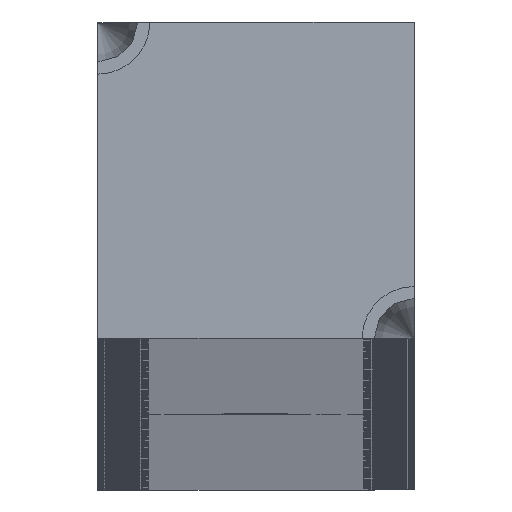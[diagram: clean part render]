
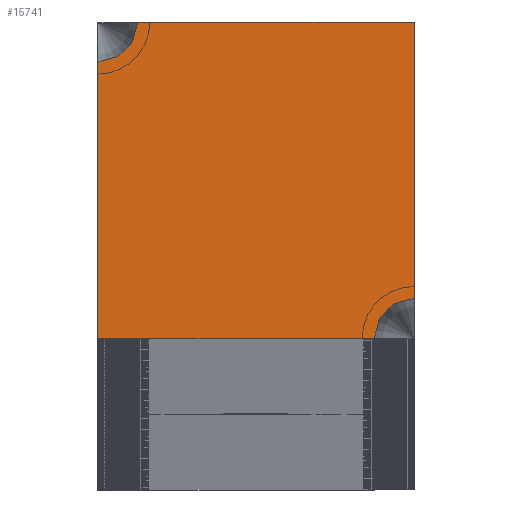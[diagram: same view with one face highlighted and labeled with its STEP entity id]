
A CAD part, top view. The second image highlights one B-rep face of the part: STEP entity #15741.
In plain terms, the highlighted planar face has unit normal (0, 0, 1).
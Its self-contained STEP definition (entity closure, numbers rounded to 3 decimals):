
#620 = ORIENTED_EDGE ( 'NONE', *, *, #3466, .T. ) ;
#1193 = CARTESIAN_POINT ( 'NONE',  ( -6., 6., 1650. ) ) ;
#2656 = VERTEX_POINT ( 'NONE', #16236 ) ;
#2890 = DIRECTION ( 'NONE',  ( 1., 0., 0. ) ) ;
#3045 = ORIENTED_EDGE ( 'NONE', *, *, #27043, .T. ) ;
#3415 = DIRECTION ( 'NONE',  ( 1., 0., 0. ) ) ;
#3466 = EDGE_CURVE ( 'NONE', #19348, #26611, #18176, .T. ) ;
#4602 = DIRECTION ( 'NONE',  ( 0., 1., 0. ) ) ;
#4869 = EDGE_CURVE ( 'NONE', #10041, #7168, #6552, .T. ) ;
#4934 = CARTESIAN_POINT ( 'NONE',  ( -6., 6., 1650. ) ) ;
#6552 = LINE ( 'NONE', #10881, #20505 ) ;
#6872 = CIRCLE ( 'NONE', #25180, 1.515 ) ;
#6944 = VECTOR ( 'NONE', #16628, 1000. ) ;
#7168 = VERTEX_POINT ( 'NONE', #16468 ) ;
#7224 = ORIENTED_EDGE ( 'NONE', *, *, #8341, .T. ) ;
#8341 = EDGE_CURVE ( 'NONE', #26611, #2656, #21911, .T. ) ;
#8540 = CIRCLE ( 'NONE', #25963, 1.515 ) ;
#10017 = ORIENTED_EDGE ( 'NONE', *, *, #10048, .T. ) ;
#10041 = VERTEX_POINT ( 'NONE', #12943 ) ;
#10048 = EDGE_CURVE ( 'NONE', #17059, #19348, #6872, .T. ) ;
#10588 = VECTOR ( 'NONE', #18482, 1000. ) ;
#10881 = CARTESIAN_POINT ( 'NONE',  ( -6., 6., 1650. ) ) ;
#12763 = CARTESIAN_POINT ( 'NONE',  ( 6., -4.485, 1650. ) ) ;
#12943 = CARTESIAN_POINT ( 'NONE',  ( -6., 4.485, 1650. ) ) ;
#13023 = DIRECTION ( 'NONE',  ( 0., -1., 0. ) ) ;
#13245 = DIRECTION ( 'NONE',  ( 1., 0., 0. ) ) ;
#13492 = CARTESIAN_POINT ( 'NONE',  ( 4.485, -6., 1650. ) ) ;
#13974 = DIRECTION ( 'NONE',  ( 0., 0., 1. ) ) ;
#14506 = AXIS2_PLACEMENT_3D ( 'NONE', #26838, #13974, #3415 ) ;
#15238 = CARTESIAN_POINT ( 'NONE',  ( 6., 6., 1650. ) ) ;
#15611 = DIRECTION ( 'NONE',  ( 0., 0., -1. ) ) ;
#15741 = ADVANCED_FACE ( 'NONE', ( #27063 ), #22931, .T. ) ;
#16236 = CARTESIAN_POINT ( 'NONE',  ( -4.485, 6., 1650. ) ) ;
#16468 = CARTESIAN_POINT ( 'NONE',  ( -6., -6., 1650. ) ) ;
#16628 = DIRECTION ( 'NONE',  ( 1., 0., 0. ) ) ;
#17059 = VERTEX_POINT ( 'NONE', #13492 ) ;
#17550 = CARTESIAN_POINT ( 'NONE',  ( 6., 6., 1650. ) ) ;
#18176 = LINE ( 'NONE', #15238, #21541 ) ;
#18482 = DIRECTION ( 'NONE',  ( -1., 0., 0. ) ) ;
#19318 = ORIENTED_EDGE ( 'NONE', *, *, #25214, .T. ) ;
#19348 = VERTEX_POINT ( 'NONE', #12763 ) ;
#19572 = LINE ( 'NONE', #27596, #6944 ) ;
#19666 = DIRECTION ( 'NONE',  ( 0., 0., -1. ) ) ;
#20505 = VECTOR ( 'NONE', #13023, 1000. ) ;
#21541 = VECTOR ( 'NONE', #4602, 1000. ) ;
#21911 = LINE ( 'NONE', #1193, #10588 ) ;
#22931 = PLANE ( 'NONE',  #14506 ) ;
#24102 = CARTESIAN_POINT ( 'NONE',  ( 6., -6., 1650. ) ) ;
#24148 = EDGE_LOOP ( 'NONE', ( #19318, #10017, #620, #7224, #3045, #27350 ) ) ;
#25180 = AXIS2_PLACEMENT_3D ( 'NONE', #24102, #15611, #2890 ) ;
#25214 = EDGE_CURVE ( 'NONE', #7168, #17059, #19572, .T. ) ;
#25963 = AXIS2_PLACEMENT_3D ( 'NONE', #4934, #19666, #13245 ) ;
#26611 = VERTEX_POINT ( 'NONE', #17550 ) ;
#26838 = CARTESIAN_POINT ( 'NONE',  ( 0., 0., 1650. ) ) ;
#27043 = EDGE_CURVE ( 'NONE', #2656, #10041, #8540, .T. ) ;
#27063 = FACE_OUTER_BOUND ( 'NONE', #24148, .T. ) ;
#27350 = ORIENTED_EDGE ( 'NONE', *, *, #4869, .T. ) ;
#27596 = CARTESIAN_POINT ( 'NONE',  ( -6., -6., 1650. ) ) ;
